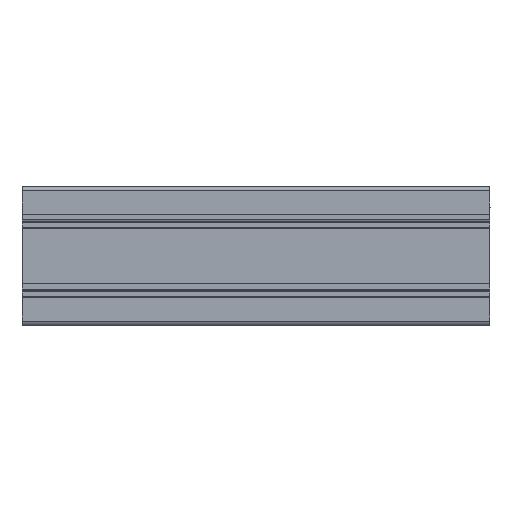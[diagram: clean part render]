
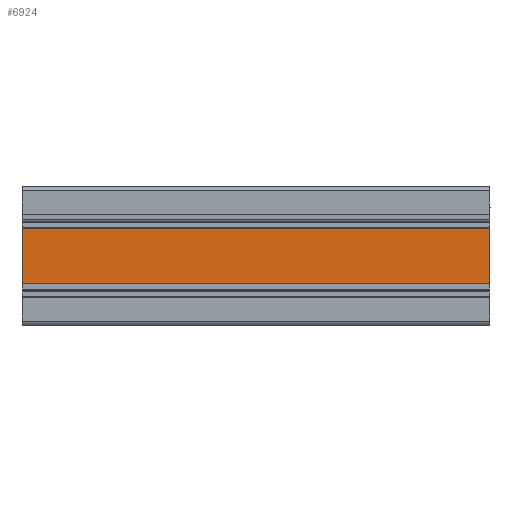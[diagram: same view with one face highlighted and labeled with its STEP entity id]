
A CAD part, top view. The second image highlights one B-rep face of the part: STEP entity #6924.
In plain terms, the highlighted planar face has unit normal (0, 0, 1).
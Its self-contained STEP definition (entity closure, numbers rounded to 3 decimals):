
#140=PLANE('',#7532);
#454=FACE_OUTER_BOUND('',#804,.T.);
#804=EDGE_LOOP('',(#5374,#5375,#5376,#5377));
#1384=LINE('',#11201,#2100);
#1385=LINE('',#11204,#2101);
#1386=LINE('',#11206,#2102);
#1387=LINE('',#11207,#2103);
#2100=VECTOR('',#9148,1.);
#2101=VECTOR('',#9151,1.);
#2102=VECTOR('',#9152,1.);
#2103=VECTOR('',#9153,1.);
#3166=VERTEX_POINT('',#11197);
#3167=VERTEX_POINT('',#11199);
#3168=VERTEX_POINT('',#11203);
#3169=VERTEX_POINT('',#11205);
#4096=EDGE_CURVE('',#3166,#3167,#1384,.T.);
#4097=EDGE_CURVE('',#3166,#3168,#1385,.T.);
#4098=EDGE_CURVE('',#3169,#3167,#1386,.T.);
#4099=EDGE_CURVE('',#3168,#3169,#1387,.T.);
#5374=ORIENTED_EDGE('',*,*,#4097,.F.);
#5375=ORIENTED_EDGE('',*,*,#4096,.T.);
#5376=ORIENTED_EDGE('',*,*,#4098,.F.);
#5377=ORIENTED_EDGE('',*,*,#4099,.F.);
#6924=ADVANCED_FACE('',(#454),#140,.T.);
#7532=AXIS2_PLACEMENT_3D('',#11202,#9149,#9150);
#9148=DIRECTION('',(1.,0.,0.));
#9149=DIRECTION('center_axis',(0.,0.,1.));
#9150=DIRECTION('ref_axis',(0.,-1.,0.));
#9151=DIRECTION('',(0.,1.,0.));
#9152=DIRECTION('',(0.,-1.,0.));
#9153=DIRECTION('',(1.,0.,0.));
#11197=CARTESIAN_POINT('',(0.,27.05,90.));
#11199=CARTESIAN_POINT('',(304.8,27.05,90.));
#11201=CARTESIAN_POINT('',(0.,27.05,90.));
#11202=CARTESIAN_POINT('Origin',(0.,62.95,90.));
#11203=CARTESIAN_POINT('',(0.,62.95,90.));
#11204=CARTESIAN_POINT('',(0.,27.05,90.));
#11205=CARTESIAN_POINT('',(304.8,62.95,90.));
#11206=CARTESIAN_POINT('',(304.8,27.05,90.));
#11207=CARTESIAN_POINT('',(0.,62.95,90.));
